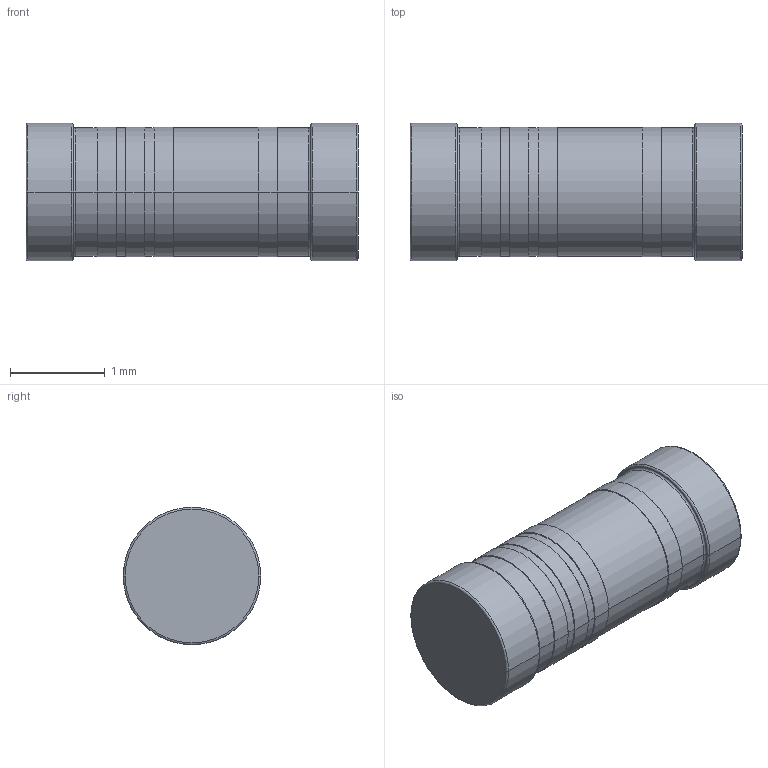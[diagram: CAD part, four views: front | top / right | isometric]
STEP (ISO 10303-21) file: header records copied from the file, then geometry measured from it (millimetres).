
FILE_DESCRIPTION (( 'STEP AP214' ), '1' );
FILE_NAME ('LELF 1406 3.5x1.45.STEP', '2014-02-14T12:52:35', ( 'Master' ), ( '' ), 'SwSTEP 2.0', 'SolidWorks 2013', '' );
FILE_SCHEMA (( 'AUTOMOTIVE_DESIGN' ));
Length unit declared in the file: millimetre
Products named in the file (1): LELF 1406 3.5x1.45
Bounding box: 3.5 x 1.45 x 1.45 mm (x, y, z)
Volume: 5.3 mm3; surface area: 19.1 mm2
Topology: 1 solids, 1 shells, 46 faces, 90 edges, 56 vertices
Faces by surface type: cylinder 22, torus 12, plane 12
Entity records: 1592 total; most frequent: DIRECTION 252, CARTESIAN_POINT 193, ORIENTED_EDGE 180, AXIS2_PLACEMENT_3D 115, EDGE_CURVE 90, CIRCLE 68, EDGE_LOOP 56, VERTEX_POINT 56
